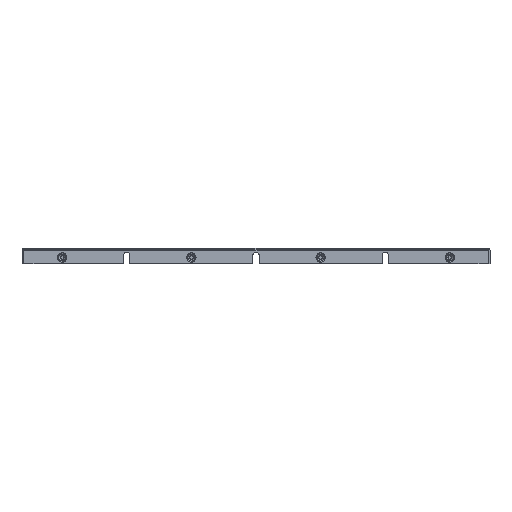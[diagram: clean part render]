
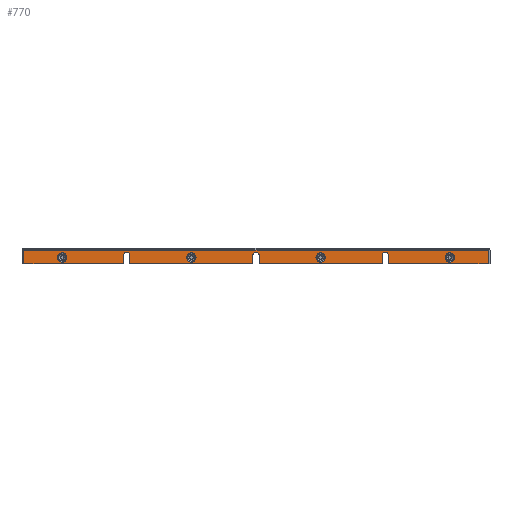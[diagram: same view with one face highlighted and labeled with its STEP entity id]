
A CAD part, front view. The second image highlights one B-rep face of the part: STEP entity #770.
In plain terms, the highlighted planar face has unit normal (0, -1, 0).
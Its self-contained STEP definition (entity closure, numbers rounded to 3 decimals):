
#770 = ADVANCED_FACE( '', ( #1673, #1674, #1675, #1676, #1677 ), #1678, .F. );
#1673 = FACE_BOUND( '', #2592, .T. );
#1674 = FACE_BOUND( '', #2593, .T. );
#1675 = FACE_BOUND( '', #2594, .T. );
#1676 = FACE_BOUND( '', #2595, .T. );
#1677 = FACE_OUTER_BOUND( '', #2596, .T. );
#1678 = PLANE( '', #2597 );
#2592 = EDGE_LOOP( '', ( #4535 ) );
#2593 = EDGE_LOOP( '', ( #4536 ) );
#2594 = EDGE_LOOP( '', ( #4537 ) );
#2595 = EDGE_LOOP( '', ( #4538 ) );
#2596 = EDGE_LOOP( '', ( #4539, #4540, #4541, #4542, #4543, #4544, #4545, #4546, #4547, #4548, #4549, #4550, #4551, #4552, #4553, #4554 ) );
#2597 = AXIS2_PLACEMENT_3D( '', #4555, #4556, #4557 );
#4535 = ORIENTED_EDGE( '', *, *, #5125, .T. );
#4536 = ORIENTED_EDGE( '', *, *, #4919, .T. );
#4537 = ORIENTED_EDGE( '', *, *, #4868, .T. );
#4538 = ORIENTED_EDGE( '', *, *, #5303, .T. );
#4539 = ORIENTED_EDGE( '', *, *, #4831, .T. );
#4540 = ORIENTED_EDGE( '', *, *, #4915, .T. );
#4541 = ORIENTED_EDGE( '', *, *, #4982, .T. );
#4542 = ORIENTED_EDGE( '', *, *, #5394, .F. );
#4543 = ORIENTED_EDGE( '', *, *, #5400, .F. );
#4544 = ORIENTED_EDGE( '', *, *, #5256, .F. );
#4545 = ORIENTED_EDGE( '', *, *, #5297, .F. );
#4546 = ORIENTED_EDGE( '', *, *, #4948, .F. );
#4547 = ORIENTED_EDGE( '', *, *, #5331, .F. );
#4548 = ORIENTED_EDGE( '', *, *, #4933, .T. );
#4549 = ORIENTED_EDGE( '', *, *, #5401, .F. );
#4550 = ORIENTED_EDGE( '', *, *, #5007, .F. );
#4551 = ORIENTED_EDGE( '', *, *, #4989, .T. );
#4552 = ORIENTED_EDGE( '', *, *, #5079, .T. );
#4553 = ORIENTED_EDGE( '', *, *, #5166, .T. );
#4554 = ORIENTED_EDGE( '', *, *, #5041, .F. );
#4555 = CARTESIAN_POINT( '', ( 0., -30.43, 0. ) );
#4556 = DIRECTION( '', ( 0., 1., 0. ) );
#4557 = DIRECTION( '', ( 0., 0., 1. ) );
#4831 = EDGE_CURVE( '', #5696, #5694, #5697, .T. );
#4868 = EDGE_CURVE( '', #5757, #5757, #5758, .T. );
#4915 = EDGE_CURVE( '', #5694, #5835, #5837, .T. );
#4919 = EDGE_CURVE( '', #5842, #5842, #5843, .T. );
#4933 = EDGE_CURVE( '', #5865, #5863, #5866, .T. );
#4948 = EDGE_CURVE( '', #5888, #5884, #5890, .T. );
#4982 = EDGE_CURVE( '', #5835, #5940, #5942, .T. );
#4989 = EDGE_CURVE( '', #5952, #5950, #5953, .T. );
#5007 = EDGE_CURVE( '', #5952, #5978, #5979, .T. );
#5041 = EDGE_CURVE( '', #5696, #6026, #6027, .T. );
#5079 = EDGE_CURVE( '', #5950, #6085, #6087, .T. );
#5125 = EDGE_CURVE( '', #6158, #6158, #6159, .T. );
#5166 = EDGE_CURVE( '', #6085, #6026, #6219, .T. );
#5256 = EDGE_CURVE( '', #6335, #6337, #6338, .T. );
#5297 = EDGE_CURVE( '', #5884, #6335, #6391, .T. );
#5303 = EDGE_CURVE( '', #6398, #6398, #6399, .T. );
#5331 = EDGE_CURVE( '', #5865, #5888, #6432, .T. );
#5394 = EDGE_CURVE( '', #6506, #5940, #6507, .T. );
#5400 = EDGE_CURVE( '', #6337, #6506, #6513, .T. );
#5401 = EDGE_CURVE( '', #5978, #5863, #6514, .T. );
#5694 = VERTEX_POINT( '', #6888 );
#5696 = VERTEX_POINT( '', #6891 );
#5697 = LINE( '', #6892, #6893 );
#5757 = VERTEX_POINT( '', #6969 );
#5758 = CIRCLE( '', #6970, 0.604 );
#5835 = VERTEX_POINT( '', #7067 );
#5837 = CIRCLE( '', #7070, 0.4 );
#5842 = VERTEX_POINT( '', #7075 );
#5843 = CIRCLE( '', #7076, 0.604 );
#5863 = VERTEX_POINT( '', #7100 );
#5865 = VERTEX_POINT( '', #7102 );
#5866 = LINE( '', #7103, #7104 );
#5884 = VERTEX_POINT( '', #7123 );
#5888 = VERTEX_POINT( '', #7129 );
#5890 = LINE( '', #7132, #7133 );
#5940 = VERTEX_POINT( '', #7199 );
#5942 = LINE( '', #7202, #7203 );
#5950 = VERTEX_POINT( '', #7214 );
#5952 = VERTEX_POINT( '', #7217 );
#5953 = LINE( '', #7218, #7219 );
#5978 = VERTEX_POINT( '', #7254 );
#5979 = LINE( '', #7255, #7256 );
#6026 = VERTEX_POINT( '', #7317 );
#6027 = LINE( '', #7318, #7319 );
#6085 = VERTEX_POINT( '', #7387 );
#6087 = CIRCLE( '', #7390, 0.4 );
#6158 = VERTEX_POINT( '', #7491 );
#6159 = CIRCLE( '', #7492, 0.604 );
#6219 = LINE( '', #7569, #7570 );
#6335 = VERTEX_POINT( '', #7717 );
#6337 = VERTEX_POINT( '', #7720 );
#6338 = CIRCLE( '', #7721, 0.4 );
#6391 = LINE( '', #7788, #7789 );
#6398 = VERTEX_POINT( '', #7798 );
#6399 = CIRCLE( '', #7799, 0.604 );
#6432 = LINE( '', #7843, #7844 );
#6506 = VERTEX_POINT( '', #7935 );
#6507 = LINE( '', #7936, #7937 );
#6513 = LINE( '', #7945, #7946 );
#6514 = LINE( '', #7947, #7948 );
#6888 = CARTESIAN_POINT( '', ( -0.4, -30.43, 1.1 ) );
#6891 = CARTESIAN_POINT( '', ( -0.4, -30.43, 0. ) );
#6892 = CARTESIAN_POINT( '', ( -0.4, -30.43, 0. ) );
#6893 = VECTOR( '', #8170, 1000. );
#6969 = CARTESIAN_POINT( '', ( -25.2, -30.43, 1.404 ) );
#6970 = AXIS2_PLACEMENT_3D( '', #8220, #8221, #8222 );
#7067 = CARTESIAN_POINT( '', ( 0.4, -30.43, 1.1 ) );
#7070 = AXIS2_PLACEMENT_3D( '', #8289, #8290, #8291 );
#7075 = CARTESIAN_POINT( '', ( 8.4, -30.43, 1.404 ) );
#7076 = AXIS2_PLACEMENT_3D( '', #8298, #8299, #8300 );
#7100 = CARTESIAN_POINT( '', ( -30.18, -30.43, 1.75 ) );
#7102 = CARTESIAN_POINT( '', ( 30.18, -30.43, 1.75 ) );
#7103 = CARTESIAN_POINT( '', ( 30.18, -30.43, 1.75 ) );
#7104 = VECTOR( '', #8317, 1000. );
#7123 = CARTESIAN_POINT( '', ( 17.2, -30.43, 0. ) );
#7129 = CARTESIAN_POINT( '', ( 30.18, -30.43, 0. ) );
#7132 = CARTESIAN_POINT( '', ( 30.18, -30.43, 0. ) );
#7133 = VECTOR( '', #8340, 1000. );
#7199 = CARTESIAN_POINT( '', ( 0.4, -30.43, 0. ) );
#7202 = CARTESIAN_POINT( '', ( 0.4, -30.43, 1.1 ) );
#7203 = VECTOR( '', #8373, 1000. );
#7214 = CARTESIAN_POINT( '', ( -17.2, -30.43, 1.1 ) );
#7217 = CARTESIAN_POINT( '', ( -17.2, -30.43, 0. ) );
#7218 = CARTESIAN_POINT( '', ( -17.2, -30.43, 0. ) );
#7219 = VECTOR( '', #8378, 1000. );
#7254 = CARTESIAN_POINT( '', ( -30.18, -30.43, 0. ) );
#7255 = CARTESIAN_POINT( '', ( 30.18, -30.43, 0. ) );
#7256 = VECTOR( '', #8395, 1000. );
#7317 = CARTESIAN_POINT( '', ( -16.4, -30.43, 0. ) );
#7318 = CARTESIAN_POINT( '', ( 30.18, -30.43, 0. ) );
#7319 = VECTOR( '', #8428, 1000. );
#7387 = CARTESIAN_POINT( '', ( -16.4, -30.43, 1.1 ) );
#7390 = AXIS2_PLACEMENT_3D( '', #8479, #8480, #8481 );
#7491 = CARTESIAN_POINT( '', ( 25.2, -30.43, 1.404 ) );
#7492 = AXIS2_PLACEMENT_3D( '', #8533, #8534, #8535 );
#7569 = CARTESIAN_POINT( '', ( -16.4, -30.43, 1.1 ) );
#7570 = VECTOR( '', #8589, 1000. );
#7717 = CARTESIAN_POINT( '', ( 17.2, -30.43, 1.1 ) );
#7720 = CARTESIAN_POINT( '', ( 16.4, -30.43, 1.1 ) );
#7721 = AXIS2_PLACEMENT_3D( '', #8673, #8674, #8675 );
#7788 = CARTESIAN_POINT( '', ( 17.2, -30.43, 0. ) );
#7789 = VECTOR( '', #8711, 1000. );
#7798 = CARTESIAN_POINT( '', ( -8.4, -30.43, 1.404 ) );
#7799 = AXIS2_PLACEMENT_3D( '', #8714, #8715, #8716 );
#7843 = CARTESIAN_POINT( '', ( 30.18, -30.43, 1.959 ) );
#7844 = VECTOR( '', #8740, 1000. );
#7935 = CARTESIAN_POINT( '', ( 16.4, -30.43, 0. ) );
#7936 = CARTESIAN_POINT( '', ( 30.18, -30.43, 0. ) );
#7937 = VECTOR( '', #8785, 1000. );
#7945 = CARTESIAN_POINT( '', ( 16.4, -30.43, 1.1 ) );
#7946 = VECTOR( '', #8788, 1000. );
#7947 = CARTESIAN_POINT( '', ( -30.18, -30.43, 1.959 ) );
#7948 = VECTOR( '', #8789, 1000. );
#8170 = DIRECTION( '', ( 0., 0., 1. ) );
#8220 = CARTESIAN_POINT( '', ( -25.2, -30.43, 0.8 ) );
#8221 = DIRECTION( '', ( 0., 1., 0. ) );
#8222 = DIRECTION( '', ( 0., 0., 1. ) );
#8289 = CARTESIAN_POINT( '', ( 0., -30.43, 1.1 ) );
#8290 = DIRECTION( '', ( 0., 1., 0. ) );
#8291 = DIRECTION( '', ( -1., 0., 0. ) );
#8298 = CARTESIAN_POINT( '', ( 8.4, -30.43, 0.8 ) );
#8299 = DIRECTION( '', ( 0., 1., 0. ) );
#8300 = DIRECTION( '', ( 0., 0., 1. ) );
#8317 = DIRECTION( '', ( -1., 0., 0. ) );
#8340 = DIRECTION( '', ( -1., 0., 0. ) );
#8373 = DIRECTION( '', ( 0., 0., -1. ) );
#8378 = DIRECTION( '', ( 0., 0., 1. ) );
#8395 = DIRECTION( '', ( -1., 0., 0. ) );
#8428 = DIRECTION( '', ( -1., 0., 0. ) );
#8479 = CARTESIAN_POINT( '', ( -16.8, -30.43, 1.1 ) );
#8480 = DIRECTION( '', ( 0., 1., 0. ) );
#8481 = DIRECTION( '', ( -1., 0., 0. ) );
#8533 = CARTESIAN_POINT( '', ( 25.2, -30.43, 0.8 ) );
#8534 = DIRECTION( '', ( 0., 1., 0. ) );
#8535 = DIRECTION( '', ( 0., 0., 1. ) );
#8589 = DIRECTION( '', ( 0., 0., -1. ) );
#8673 = CARTESIAN_POINT( '', ( 16.8, -30.43, 1.1 ) );
#8674 = DIRECTION( '', ( 0., -1., 0. ) );
#8675 = DIRECTION( '', ( 1., 0., 0. ) );
#8711 = DIRECTION( '', ( 0., 0., 1. ) );
#8714 = CARTESIAN_POINT( '', ( -8.4, -30.43, 0.8 ) );
#8715 = DIRECTION( '', ( 0., 1., 0. ) );
#8716 = DIRECTION( '', ( 0., 0., 1. ) );
#8740 = DIRECTION( '', ( 0., 0., -1. ) );
#8785 = DIRECTION( '', ( -1., 0., 0. ) );
#8788 = DIRECTION( '', ( 0., 0., -1. ) );
#8789 = DIRECTION( '', ( 0., 0., 1. ) );
